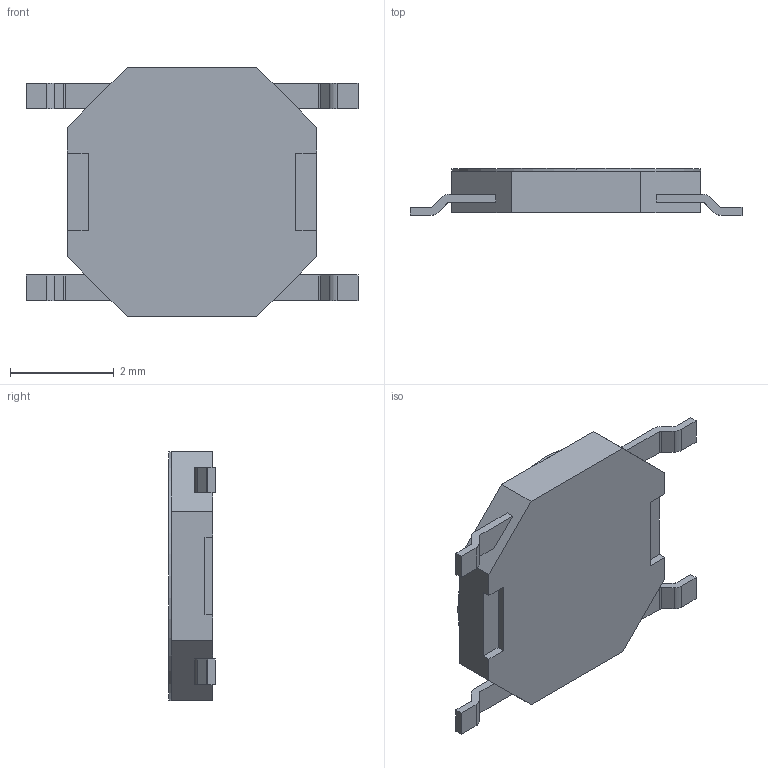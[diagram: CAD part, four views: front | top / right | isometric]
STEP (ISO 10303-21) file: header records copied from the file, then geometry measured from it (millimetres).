
FILE_DESCRIPTION (( 'STEP AP214' ),'1' );
FILE_NAME ('PTS526 SM08 SMTR2 LFS.STEP','2020-11-05T00:39:18',( '' ),( '' ),'SwSTEP 2.0','SolidWorks 2017','' );
FILE_SCHEMA (( 'AUTOMOTIVE_DESIGN' ));
Length unit declared in the file: millimetre
Products named in the file (1): PTS526 SM08 SMTR2 LFS
Bounding box: 6.4 x 0.9 x 4.8 mm (x, y, z)
Volume: 17.5 mm3; surface area: 99.7 mm2
Topology: 6 solids, 6 shells, 78 faces, 198 edges, 132 vertices
Faces by surface type: plane 60, cylinder 18
Entity records: 1751 total; most frequent: ORIENTED_EDGE 396, CARTESIAN_POINT 227, EDGE_CURVE 198, LINE 160, VERTEX_POINT 132, AXIS2_PLACEMENT_3D 98, DIRECTION 88, FACE_OUTER_BOUND 78
